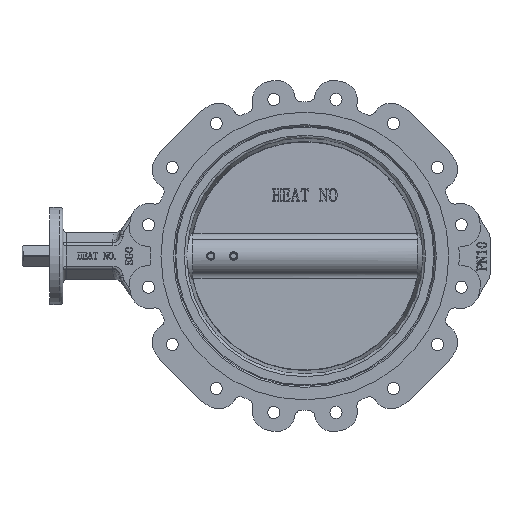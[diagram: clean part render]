
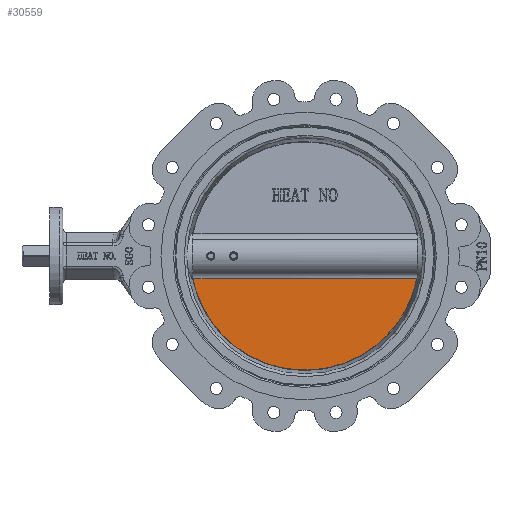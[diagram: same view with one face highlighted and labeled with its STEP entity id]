
A CAD part, left-side view. The second image highlights one B-rep face of the part: STEP entity #30559.
In plain terms, the highlighted planar face has unit normal (-1, 0, -0.004).
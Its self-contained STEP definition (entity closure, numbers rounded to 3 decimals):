
#574=LINE('',#41553,#3614);
#3614=VECTOR('',#33555,322.819);
#6446=ELLIPSE('',#31938,164.666,164.665);
#6504=PLANE('',#31937);
#7760=FACE_OUTER_BOUND('',#9127,.T.);
#9127=EDGE_LOOP('',(#21324,#21325));
#12768=VERTEX_POINT('',#41551);
#12769=VERTEX_POINT('',#41552);
#16485=EDGE_CURVE('',#12768,#12769,#574,.T.);
#16486=EDGE_CURVE('',#12768,#12769,#6446,.F.);
#21324=ORIENTED_EDGE('',*,*,#16485,.F.);
#21325=ORIENTED_EDGE('',*,*,#16486,.T.);
#30559=ADVANCED_FACE('',(#7760),#6504,.F.);
#31937=AXIS2_PLACEMENT_3D('',#41550,#33553,#33554);
#31938=AXIS2_PLACEMENT_3D('',#41554,#33556,#33557);
#33553=DIRECTION('center_axis',(1.,0.,
0.004));
#33554=DIRECTION('ref_axis',(0.,-1.,0.));
#33555=DIRECTION('',(0.,-1.,0.));
#33556=DIRECTION('center_axis',(1.,0.,
0.004));
#33557=DIRECTION('ref_axis',(-0.004,0.,
1.));
#41550=CARTESIAN_POINT('Origin',(-30.715,115.066,81.324));
#41551=CARTESIAN_POINT('',(-31.215,113.775,215.442));
#41552=CARTESIAN_POINT('',(-31.215,-209.044,215.442));
#41553=CARTESIAN_POINT('',(-31.215,113.775,215.442));
#41554=CARTESIAN_POINT('Origin',(-31.336,-47.634,248.024));
